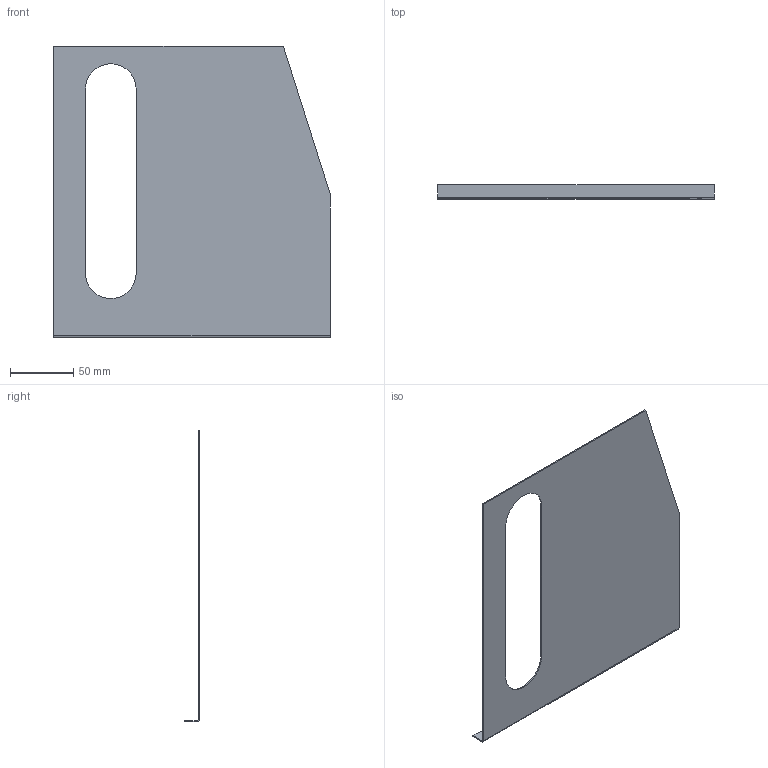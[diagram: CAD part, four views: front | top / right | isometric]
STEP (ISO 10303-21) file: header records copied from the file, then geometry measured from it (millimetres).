
FILE_DESCRIPTION (( 'STEP AP214' ), '1' );
FILE_NAME ('tole_dessous.STEP', '2022-08-29T12:54:12', ( '' ), ( '' ), 'SwSTEP 2.0', 'SolidWorks 2018', '' );
FILE_SCHEMA (( 'AUTOMOTIVE_DESIGN' ));
Length unit declared in the file: millimetre
Products named in the file (1): tole_dessous
Bounding box: 218 x 11.53 x 230 mm (x, y, z)
Volume: 43093.3 mm3; surface area: 87486.9 mm2
Topology: 1 solids, 1 shells, 20 faces, 46 edges, 28 vertices
Faces by surface type: plane 15, cylinder 5
Entity records: 594 total; most frequent: DIRECTION 98, CARTESIAN_POINT 95, ORIENTED_EDGE 92, EDGE_CURVE 46, LINE 36, VECTOR 36, AXIS2_PLACEMENT_3D 31, VERTEX_POINT 28
